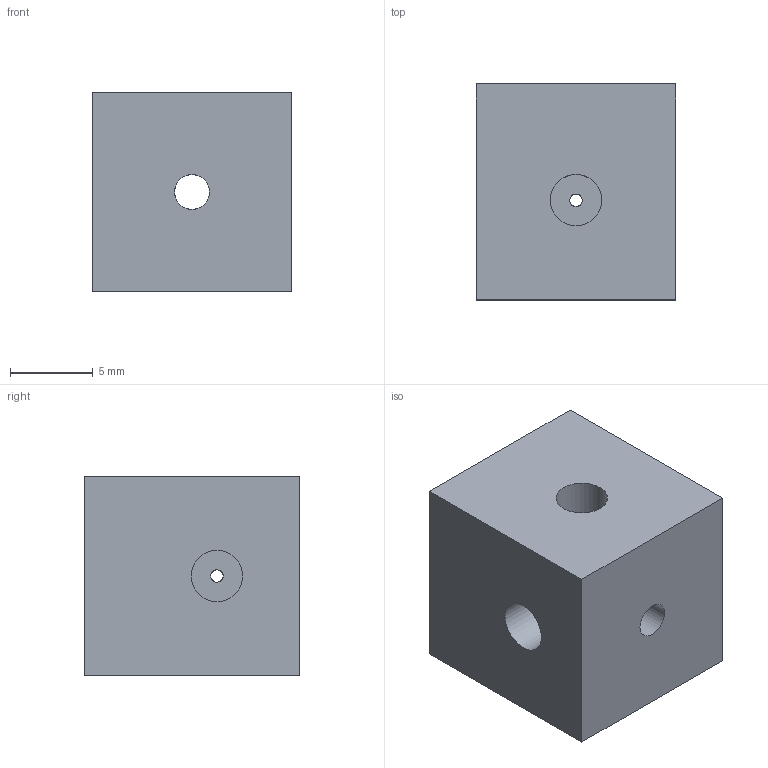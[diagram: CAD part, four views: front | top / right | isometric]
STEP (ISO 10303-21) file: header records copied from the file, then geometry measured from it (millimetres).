
FILE_DESCRIPTION(/* description */ (''),/* implementation_level */ '2;1');
FILE_NAME(/* name */ 'LED_block_1mm.step',/* time_stamp */ '2019-05-14T11:20:59+02:00',/* author */ (''),/* organization */ (''),/* preprocessor_version */ 'ST-DEVELOPER v18',/* originating_system */ 'Autodesk Translation Framework v8.2.0.1029',/* authorisation */ '');
FILE_SCHEMA (('AUTOMOTIVE_DESIGN { 1 0 10303 214 3 1 1 }'));
Length unit declared in the file: millimetre
Products named in the file (1): FusionComponent
Bounding box: 12 x 13 x 12 mm (x, y, z)
Volume: 1646.3 mm3; surface area: 1165.8 mm2
Topology: 1 solids, 1 shells, 93 faces, 261 edges, 176 vertices
Faces by surface type: plane 48, bspline 38, cylinder 7
Full cylindrical faces by diameter (mm): 0.75 x4, 2.1 x1, 3.1 x2
Entity records: 3506 total; most frequent: CARTESIAN_POINT 1315, ORIENTED_EDGE 522, DIRECTION 299, EDGE_CURVE 261, VERTEX_POINT 176, LINE 163, VECTOR 163, EDGE_LOOP 109
